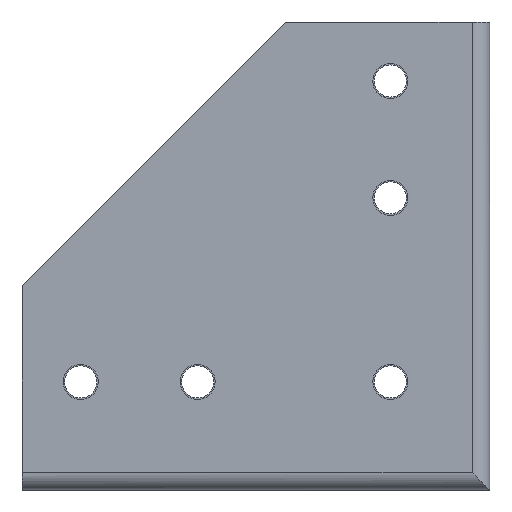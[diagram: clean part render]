
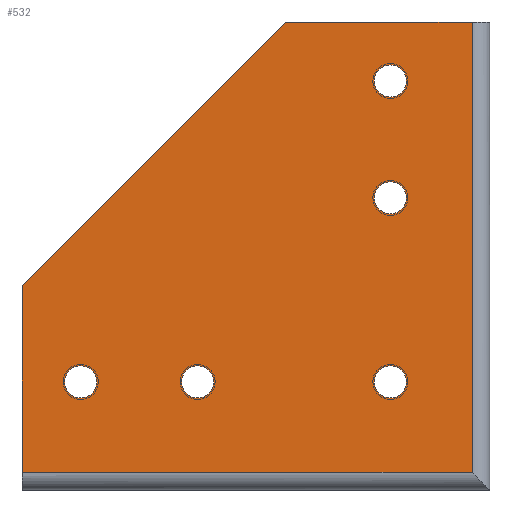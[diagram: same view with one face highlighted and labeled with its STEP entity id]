
A CAD part, front view. The second image highlights one B-rep face of the part: STEP entity #532.
In plain terms, the highlighted planar face has unit normal (0, -1, 0).
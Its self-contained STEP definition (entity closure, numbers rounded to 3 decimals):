
#1=CARTESIAN_POINT('',(-53.,0.,0.));
#2=DIRECTION('',(0.,1.,0.));
#3=DIRECTION('',(1.,0.,0.));
#4=AXIS2_PLACEMENT_3D('',#1,#2,#3);
#6=CARTESIAN_POINT('',(-53.,0.,0.));
#7=DIRECTION('',(0.,1.,0.));
#8=DIRECTION('',(-1.,0.,0.));
#9=AXIS2_PLACEMENT_3D('',#6,#7,#8);
#11=CARTESIAN_POINT('',(-33.,0.,0.));
#12=DIRECTION('',(0.,1.,0.));
#13=DIRECTION('',(1.,0.,0.));
#14=AXIS2_PLACEMENT_3D('',#11,#12,#13);
#16=CARTESIAN_POINT('',(-33.,0.,0.));
#17=DIRECTION('',(0.,1.,0.));
#18=DIRECTION('',(-1.,0.,0.));
#19=AXIS2_PLACEMENT_3D('',#16,#17,#18);
#21=CARTESIAN_POINT('',(0.,0.,0.));
#22=DIRECTION('',(0.,1.,0.));
#23=DIRECTION('',(1.,0.,0.));
#24=AXIS2_PLACEMENT_3D('',#21,#22,#23);
#26=CARTESIAN_POINT('',(0.,0.,0.));
#27=DIRECTION('',(0.,1.,0.));
#28=DIRECTION('',(-1.,0.,0.));
#29=AXIS2_PLACEMENT_3D('',#26,#27,#28);
#31=CARTESIAN_POINT('',(0.,0.,31.5));
#32=DIRECTION('',(0.,1.,0.));
#33=DIRECTION('',(1.,0.,0.));
#34=AXIS2_PLACEMENT_3D('',#31,#32,#33);
#36=CARTESIAN_POINT('',(0.,0.,31.5));
#37=DIRECTION('',(0.,1.,0.));
#38=DIRECTION('',(-1.,0.,0.));
#39=AXIS2_PLACEMENT_3D('',#36,#37,#38);
#41=CARTESIAN_POINT('',(0.,0.,51.5));
#42=DIRECTION('',(0.,1.,0.));
#43=DIRECTION('',(1.,0.,0.));
#44=AXIS2_PLACEMENT_3D('',#41,#42,#43);
#46=CARTESIAN_POINT('',(0.,0.,51.5));
#47=DIRECTION('',(0.,1.,0.));
#48=DIRECTION('',(-1.,0.,0.));
#49=AXIS2_PLACEMENT_3D('',#46,#47,#48);
#51=DIRECTION('',(0.,0.,1.));
#52=VECTOR('',#51,77.102);
#53=CARTESIAN_POINT('',(14.,0.,-15.5));
#54=LINE('',#53,#52);
#55=DIRECTION('',(1.,0.,0.));
#56=VECTOR('',#55,77.);
#57=CARTESIAN_POINT('',(-63.,0.,-15.5));
#58=LINE('',#57,#56);
#59=DIRECTION('',(0.,0.,1.));
#60=VECTOR('',#59,32.);
#61=CARTESIAN_POINT('',(-63.,0.,-15.5));
#62=LINE('',#61,#60);
#63=DIRECTION('',(0.706,0.,0.708));
#64=VECTOR('',#63,63.711);
#65=CARTESIAN_POINT('',(-63.,0.,16.5));
#66=LINE('',#65,#64);
#67=DIRECTION('',(1.,0.,0.));
#68=VECTOR('',#67,32.);
#69=CARTESIAN_POINT('',(-18.,0.,61.602));
#70=LINE('',#69,#68);
#375=CARTESIAN_POINT('',(-63.,0.,16.5));
#376=CARTESIAN_POINT('',(-18.,0.,61.602));
#377=VERTEX_POINT('',#375);
#378=VERTEX_POINT('',#376);
#387=CARTESIAN_POINT('',(-50.25,0.,0.));
#388=CARTESIAN_POINT('',(-55.75,0.,0.));
#389=VERTEX_POINT('',#387);
#390=VERTEX_POINT('',#388);
#395=CARTESIAN_POINT('',(-30.25,0.,0.));
#396=CARTESIAN_POINT('',(-35.75,0.,0.));
#397=VERTEX_POINT('',#395);
#398=VERTEX_POINT('',#396);
#403=CARTESIAN_POINT('',(2.75,0.,0.));
#404=CARTESIAN_POINT('',(-2.75,0.,0.));
#405=VERTEX_POINT('',#403);
#406=VERTEX_POINT('',#404);
#411=CARTESIAN_POINT('',(2.75,0.,31.5));
#412=CARTESIAN_POINT('',(-2.75,0.,31.5));
#413=VERTEX_POINT('',#411);
#414=VERTEX_POINT('',#412);
#419=CARTESIAN_POINT('',(2.75,0.,51.5));
#420=CARTESIAN_POINT('',(-2.75,0.,51.5));
#421=VERTEX_POINT('',#419);
#422=VERTEX_POINT('',#420);
#427=CARTESIAN_POINT('',(14.,0.,61.602));
#429=VERTEX_POINT('',#427);
#433=CARTESIAN_POINT('',(14.,0.,-15.5));
#434=VERTEX_POINT('',#433);
#458=CARTESIAN_POINT('',(-63.,0.,-15.5));
#460=VERTEX_POINT('',#458);
#485=CARTESIAN_POINT('',(0.,0.,0.));
#486=DIRECTION('',(0.,1.,0.));
#487=DIRECTION('',(1.,0.,0.));
#488=AXIS2_PLACEMENT_3D('',#485,#486,#487);
#489=PLANE('',#488);
#491=ORIENTED_EDGE('',*,*,#490,.F.);
#493=ORIENTED_EDGE('',*,*,#492,.F.);
#495=ORIENTED_EDGE('',*,*,#494,.T.);
#497=ORIENTED_EDGE('',*,*,#496,.T.);
#499=ORIENTED_EDGE('',*,*,#498,.T.);
#500=EDGE_LOOP('',(#491,#493,#495,#497,#499));
#501=FACE_OUTER_BOUND('',#500,.F.);
#503=ORIENTED_EDGE('',*,*,#502,.F.);
#505=ORIENTED_EDGE('',*,*,#504,.F.);
#506=EDGE_LOOP('',(#503,#505));
#507=FACE_BOUND('',#506,.F.);
#509=ORIENTED_EDGE('',*,*,#508,.F.);
#511=ORIENTED_EDGE('',*,*,#510,.F.);
#512=EDGE_LOOP('',(#509,#511));
#513=FACE_BOUND('',#512,.F.);
#515=ORIENTED_EDGE('',*,*,#514,.F.);
#517=ORIENTED_EDGE('',*,*,#516,.F.);
#518=EDGE_LOOP('',(#515,#517));
#519=FACE_BOUND('',#518,.F.);
#521=ORIENTED_EDGE('',*,*,#520,.F.);
#523=ORIENTED_EDGE('',*,*,#522,.F.);
#524=EDGE_LOOP('',(#521,#523));
#525=FACE_BOUND('',#524,.F.);
#527=ORIENTED_EDGE('',*,*,#526,.F.);
#529=ORIENTED_EDGE('',*,*,#528,.F.);
#530=EDGE_LOOP('',(#527,#529));
#531=FACE_BOUND('',#530,.F.);
#532=ADVANCED_FACE('',(#501,#507,#513,#519,#525,#531),#489,.F.);
#5=CIRCLE('',#4,2.75);
#10=CIRCLE('',#9,2.75);
#15=CIRCLE('',#14,2.75);
#20=CIRCLE('',#19,2.75);
#25=CIRCLE('',#24,2.75);
#30=CIRCLE('',#29,2.75);
#35=CIRCLE('',#34,2.75);
#40=CIRCLE('',#39,2.75);
#45=CIRCLE('',#44,2.75);
#50=CIRCLE('',#49,2.75);
#490=EDGE_CURVE('',#434,#429,#54,.T.);
#492=EDGE_CURVE('',#460,#434,#58,.T.);
#494=EDGE_CURVE('',#460,#377,#62,.T.);
#496=EDGE_CURVE('',#377,#378,#66,.T.);
#498=EDGE_CURVE('',#378,#429,#70,.T.);
#502=EDGE_CURVE('',#397,#398,#15,.T.);
#504=EDGE_CURVE('',#398,#397,#20,.T.);
#508=EDGE_CURVE('',#405,#406,#25,.T.);
#510=EDGE_CURVE('',#406,#405,#30,.T.);
#514=EDGE_CURVE('',#413,#414,#35,.T.);
#516=EDGE_CURVE('',#414,#413,#40,.T.);
#520=EDGE_CURVE('',#421,#422,#45,.T.);
#522=EDGE_CURVE('',#422,#421,#50,.T.);
#526=EDGE_CURVE('',#389,#390,#5,.T.);
#528=EDGE_CURVE('',#390,#389,#10,.T.);
